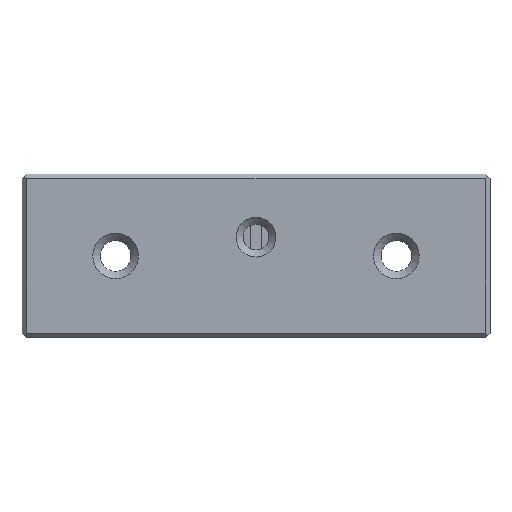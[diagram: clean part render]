
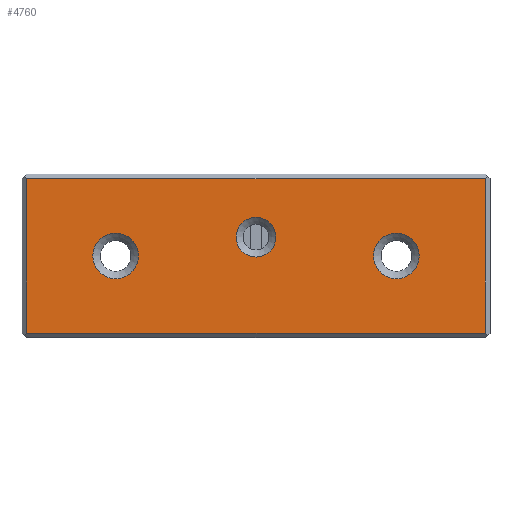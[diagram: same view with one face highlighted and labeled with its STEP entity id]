
A CAD part, top view. The second image highlights one B-rep face of the part: STEP entity #4760.
In plain terms, the highlighted planar face has unit normal (0, 0, 1).
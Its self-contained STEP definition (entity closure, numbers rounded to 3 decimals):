
#4649=FACE_BOUND('',#6630,.T.);
#4650=FACE_BOUND('',#6631,.T.);
#4651=FACE_BOUND('',#6632,.T.);
#4652=FACE_BOUND('',#6633,.T.);
#4760=ADVANCED_FACE('',(#4649,#4650,#4651,#4652),#5440,.T.);
#5440=PLANE('',#16814);
#6630=EDGE_LOOP('',(#7981));
#6631=EDGE_LOOP('',(#7982));
#6632=EDGE_LOOP('',(#7983));
#6633=EDGE_LOOP('',(#7984,#7985,#7986,#7987));
#7351=CIRCLE('',#16811,0.85);
#7352=CIRCLE('',#16812,0.975);
#7353=CIRCLE('',#16813,0.975);
#7981=ORIENTED_EDGE('',*,*,#12741,.T.);
#7982=ORIENTED_EDGE('',*,*,#12742,.T.);
#7983=ORIENTED_EDGE('',*,*,#12743,.T.);
#7984=ORIENTED_EDGE('',*,*,#12744,.T.);
#7985=ORIENTED_EDGE('',*,*,#12745,.T.);
#7986=ORIENTED_EDGE('',*,*,#12746,.T.);
#7987=ORIENTED_EDGE('',*,*,#12747,.T.);
#11513=VERTEX_POINT('',#21431);
#11514=VERTEX_POINT('',#21433);
#11515=VERTEX_POINT('',#21435);
#11516=VERTEX_POINT('',#21437);
#11517=VERTEX_POINT('',#21438);
#11518=VERTEX_POINT('',#21440);
#11519=VERTEX_POINT('',#21442);
#12741=EDGE_CURVE('',#11513,#11513,#7351,.T.);
#12742=EDGE_CURVE('',#11514,#11514,#7352,.T.);
#12743=EDGE_CURVE('',#11515,#11515,#7353,.T.);
#12744=EDGE_CURVE('',#11516,#11517,#14361,.T.);
#12745=EDGE_CURVE('',#11517,#11518,#14362,.T.);
#12746=EDGE_CURVE('',#11518,#11519,#14363,.T.);
#12747=EDGE_CURVE('',#11519,#11516,#14364,.T.);
#14361=LINE('',#21436,#15749);
#14362=LINE('',#21439,#15750);
#14363=LINE('',#21441,#15751);
#14364=LINE('',#21443,#15752);
#15749=VECTOR('',#17800,1.);
#15750=VECTOR('',#17801,1.);
#15751=VECTOR('',#17802,1.);
#15752=VECTOR('',#17803,1.);
#16811=AXIS2_PLACEMENT_3D('',#21430,#17794,#17795);
#16812=AXIS2_PLACEMENT_3D('',#21432,#17796,#17797);
#16813=AXIS2_PLACEMENT_3D('',#21434,#17798,#17799);
#16814=AXIS2_PLACEMENT_3D('',#21444,#17804,#17805);
#17794=DIRECTION('',(0.,0.,-1.));
#17795=DIRECTION('',(-1.,0.,0.));
#17796=DIRECTION('',(0.,0.,-1.));
#17797=DIRECTION('',(-1.,0.,0.));
#17798=DIRECTION('',(0.,0.,-1.));
#17799=DIRECTION('',(-1.,0.,0.));
#17800=DIRECTION('',(-1.,0.,0.));
#17801=DIRECTION('',(0.,-1.,0.));
#17802=DIRECTION('',(1.,0.,0.));
#17803=DIRECTION('',(0.,1.,0.));
#17804=DIRECTION('',(0.,0.,1.));
#17805=DIRECTION('',(-1.,0.,0.));
#21430=CARTESIAN_POINT('',(-2.44,-19.142,-6.373));
#21431=CARTESIAN_POINT('',(-3.29,-19.142,-6.373));
#21432=CARTESIAN_POINT('',(3.56,-19.942,-6.373));
#21433=CARTESIAN_POINT('',(2.585,-19.942,-6.373));
#21434=CARTESIAN_POINT('',(-8.44,-19.942,-6.373));
#21435=CARTESIAN_POINT('',(-9.415,-19.942,-6.373));
#21436=CARTESIAN_POINT('',(-2.44,-16.642,-6.373));
#21437=CARTESIAN_POINT('',(7.36,-16.642,-6.373));
#21438=CARTESIAN_POINT('',(-12.24,-16.642,-6.373));
#21439=CARTESIAN_POINT('',(-12.24,-19.942,-6.373));
#21440=CARTESIAN_POINT('',(-12.24,-23.242,-6.373));
#21441=CARTESIAN_POINT('',(-2.44,-23.242,-6.373));
#21442=CARTESIAN_POINT('',(7.36,-23.242,-6.373));
#21443=CARTESIAN_POINT('',(7.36,-19.942,-6.373));
#21444=CARTESIAN_POINT('',(-2.44,-19.942,-6.373));
